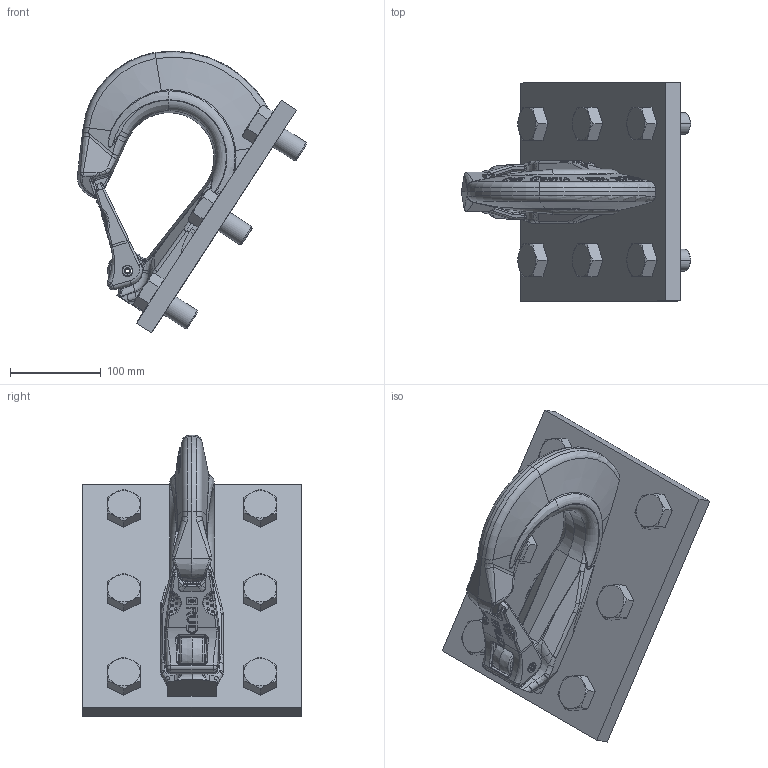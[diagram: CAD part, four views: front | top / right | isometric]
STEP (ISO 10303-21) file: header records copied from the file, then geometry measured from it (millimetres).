
FILE_DESCRIPTION((''),'2;1');
FILE_NAME('001-M32467-P100_ASM','2013-10-07T',('Roland.Jakubetz'),(''),'PRO/ENGINEER BY PARAMETRIC TECHNOLOGY CORPORATION, 2010140','PRO/ENGINEER BY PARAMETRIC TECHNOLOGY CORPORATION, 2010140','');
FILE_SCHEMA(('CONFIG_CONTROL_DESIGN'));
Products named in the file (7): 001-M32467-P01_AF1; 001-M32232-BA1_AF1; 001-M31048-V78_AF1; 001-M31048-V77_AF1; 001-M32467-P99; 001-M31122-BA3; 001-M32467-P100_ASM
Assembly tree (11 placements, depth 2):
  001-M32467-P100_ASM
    001-M32467-P01_AF1
    001-M32232-BA1_AF1
    001-M31048-V78_AF1
    001-M31048-V77_AF1
    001-M32467-P99
    001-M31122-BA3  x6
Bounding box: 251.95 x 240 x 309.9 mm (x, y, z)
Volume: 2439940.3 mm3; surface area: 324339.5 mm2
Topology: 11 solids, 11 shells, 1668 faces, 4366 edges, 2753 vertices
Faces by surface type: plane 966, bspline 241, cylinder 237, cone 114, torus 60, sphere 50
Entity records: 61109 total; most frequent: CARTESIAN_POINT 26223, ORIENTED_EDGE 8176, DIRECTION 5804, EDGE_CURVE 4088, VERTEX_POINT 2603, AXIS2_PLACEMENT_3D 1948, VECTOR 1908, LINE 1908
